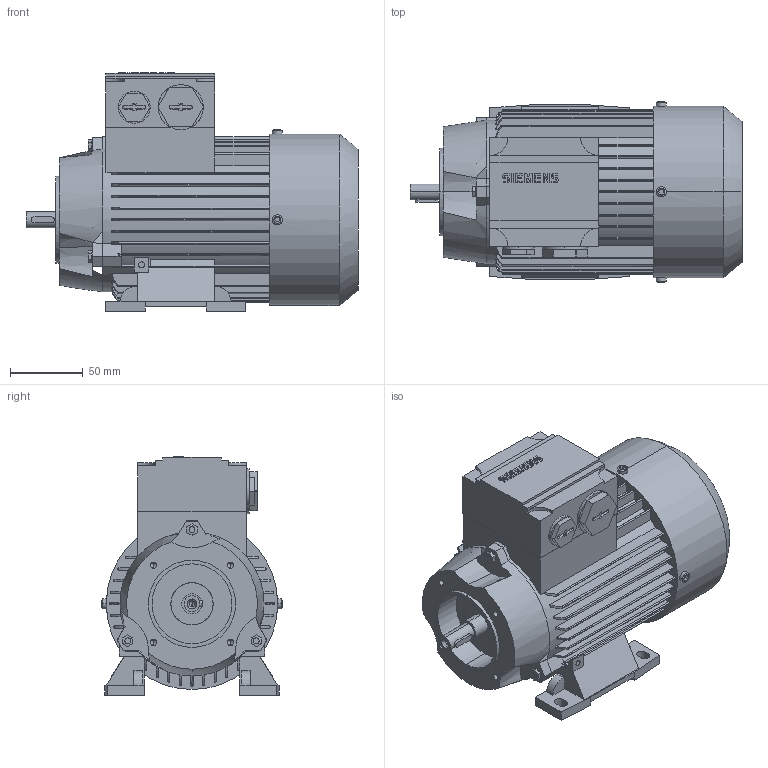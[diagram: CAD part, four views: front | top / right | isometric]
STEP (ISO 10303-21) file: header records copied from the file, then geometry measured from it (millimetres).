
FILE_DESCRIPTION(('STEP AP214'),'1');
FILE_NAME('cctmp_0A8C0FAA-9F60-4933-91F4-F53026B4EEE6_2023_06_26_13_51_43_0336..stp','2023-06-26T11:51:43',('SIEMENS A&D'),('CADClick - www.CADClick.com'),'Spatial InterOp 3D',' ','unknown authorization');
FILE_SCHEMA(('AUTOMOTIVE_DESIGN'));
Length unit declared in the file: millimetre
Products named in the file (1): 1
Bounding box: 228.5 x 124 x 164.29 mm (x, y, z)
Volume: 2127170.5 mm3; surface area: 175359.9 mm2
Topology: 1 solids, 1 shells, 653 faces, 1790 edges, 1160 vertices
Faces by surface type: plane 413, cylinder 168, torus 38, cone 34
Entity records: 27422 total; most frequent: CARTESIAN_POINT 5633, ORIENTED_EDGE 3536, DIRECTION 3340, EDGE_CURVE 1768, LINE 1198, VECTOR 1198, VERTEX_POINT 1160, AXIS2_PLACEMENT_3D 1071
